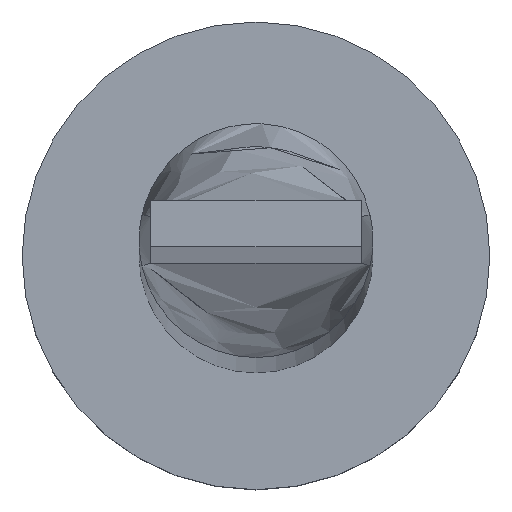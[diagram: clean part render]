
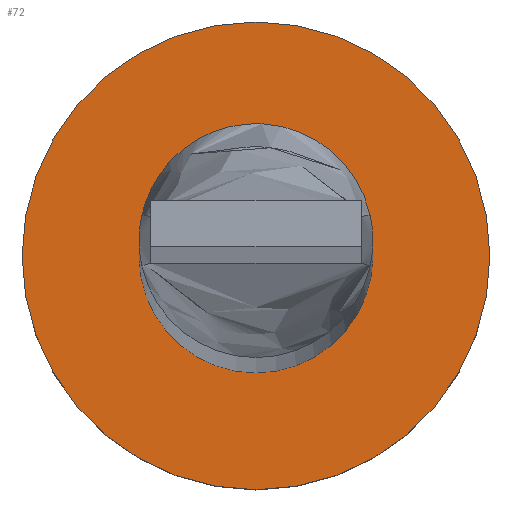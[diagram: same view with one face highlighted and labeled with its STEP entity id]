
A CAD part, top view. The second image highlights one B-rep face of the part: STEP entity #72.
In plain terms, the highlighted planar face has unit normal (0, 0, 1).
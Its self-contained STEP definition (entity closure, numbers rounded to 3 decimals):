
#16 = CARTESIAN_POINT ( 'NONE',  ( 0., 0., 3. ) ) ;
#25 = DIRECTION ( 'NONE',  ( 0., 0., 1. ) ) ;
#29 = FACE_BOUND ( 'NONE', #574, .T. ) ;
#33 = CIRCLE ( 'NONE', #90, 2.5 ) ;
#59 = DIRECTION ( 'NONE',  ( 1., 0., 0. ) ) ;
#72 = ADVANCED_FACE ( 'NONE', ( #29, #428 ), #298, .T. ) ;
#75 = CARTESIAN_POINT ( 'NONE',  ( -2.5, 0., 3. ) ) ;
#90 = AXIS2_PLACEMENT_3D ( 'NONE', #16, #200, #380 ) ;
#97 = EDGE_LOOP ( 'NONE', ( #545, #223 ) ) ;
#130 = CARTESIAN_POINT ( 'NONE',  ( 0., 0., 3. ) ) ;
#143 = DIRECTION ( 'NONE',  ( 0., 0., 1. ) ) ;
#165 = CIRCLE ( 'NONE', #293, 2.5 ) ;
#186 = ORIENTED_EDGE ( 'NONE', *, *, #563, .F. ) ;
#189 = DIRECTION ( 'NONE',  ( 0., 0., 1. ) ) ;
#200 = DIRECTION ( 'NONE',  ( 0., 0., 1. ) ) ;
#208 = AXIS2_PLACEMENT_3D ( 'NONE', #248, #25, #549 ) ;
#223 = ORIENTED_EDGE ( 'NONE', *, *, #318, .T. ) ;
#240 = VERTEX_POINT ( 'NONE', #75 ) ;
#242 = CARTESIAN_POINT ( 'NONE',  ( -5., 0., 3. ) ) ;
#248 = CARTESIAN_POINT ( 'NONE',  ( 0., 0., 3. ) ) ;
#249 = AXIS2_PLACEMENT_3D ( 'NONE', #461, #189, #59 ) ;
#293 = AXIS2_PLACEMENT_3D ( 'NONE', #130, #307, #349 ) ;
#298 = PLANE ( 'NONE',  #208 ) ;
#307 = DIRECTION ( 'NONE',  ( 0., 0., 1. ) ) ;
#318 = EDGE_CURVE ( 'NONE', #581, #482, #565, .T. ) ;
#327 = EDGE_CURVE ( 'NONE', #482, #581, #398, .T. ) ;
#349 = DIRECTION ( 'NONE',  ( 1., 0., 0. ) ) ;
#359 = AXIS2_PLACEMENT_3D ( 'NONE', #546, #143, #368 ) ;
#368 = DIRECTION ( 'NONE',  ( 1., 0., 0. ) ) ;
#380 = DIRECTION ( 'NONE',  ( 1., 0., 0. ) ) ;
#398 = CIRCLE ( 'NONE', #359, 5. ) ;
#428 = FACE_OUTER_BOUND ( 'NONE', #97, .T. ) ;
#461 = CARTESIAN_POINT ( 'NONE',  ( 0., 0., 3. ) ) ;
#464 = CARTESIAN_POINT ( 'NONE',  ( 2.5, 0., 3. ) ) ;
#465 = VERTEX_POINT ( 'NONE', #464 ) ;
#482 = VERTEX_POINT ( 'NONE', #242 ) ;
#518 = EDGE_CURVE ( 'NONE', #465, #240, #33, .T. ) ;
#528 = CARTESIAN_POINT ( 'NONE',  ( 5., 0., 3. ) ) ;
#536 = ORIENTED_EDGE ( 'NONE', *, *, #518, .F. ) ;
#545 = ORIENTED_EDGE ( 'NONE', *, *, #327, .T. ) ;
#546 = CARTESIAN_POINT ( 'NONE',  ( 0., 0., 3. ) ) ;
#549 = DIRECTION ( 'NONE',  ( 1., 0., 0. ) ) ;
#563 = EDGE_CURVE ( 'NONE', #240, #465, #165, .T. ) ;
#565 = CIRCLE ( 'NONE', #249, 5. ) ;
#574 = EDGE_LOOP ( 'NONE', ( #186, #536 ) ) ;
#581 = VERTEX_POINT ( 'NONE', #528 ) ;
